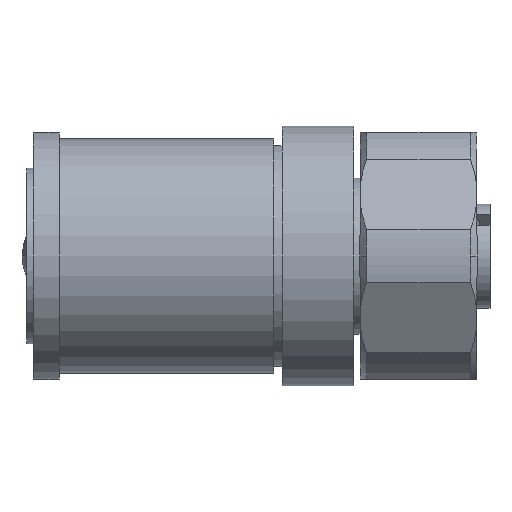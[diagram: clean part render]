
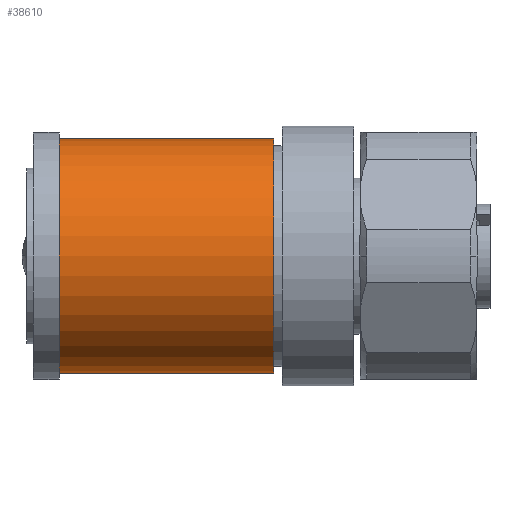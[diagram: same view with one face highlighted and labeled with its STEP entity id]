
A CAD part, left-side view. The second image highlights one B-rep face of the part: STEP entity #38610.
In plain terms, the highlighted cylindrical face has radius 9 mm (diameter 18 mm), a partial arc.
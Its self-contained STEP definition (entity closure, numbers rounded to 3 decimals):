
#8430=CARTESIAN_POINT('',(0.,-8.25,0.));
#8440=DIRECTION('',(0.,1.,0.));
#8450=DIRECTION('',(0.,0.,1.));
#8460=AXIS2_PLACEMENT_3D('',#8430,#8440,#8450);
#8470=CYLINDRICAL_SURFACE('',#8460,9.);
#9910=CARTESIAN_POINT('',(0.,-8.25,9.));
#9920=DIRECTION('',(0.,1.,0.));
#9930=VECTOR('',#9920,1.);
#9940=LINE('',#9910,#9930);
#9950=CARTESIAN_POINT('',(0.,-16.5,9.));
#9960=VERTEX_POINT('',#9950);
#9970=CARTESIAN_POINT('',(0.,0.,9.));
#9980=VERTEX_POINT('',#9970);
#9990=EDGE_CURVE('',#9960,#9980,#9940,.T.);
#10010=CARTESIAN_POINT('',(0.,0.,0.));
#10020=DIRECTION('',(0.,1.,0.));
#10030=DIRECTION('',(0.,0.,1.));
#10040=AXIS2_PLACEMENT_3D('',#10010,#10020,#10030);
#10050=CIRCLE('',#10040,9.);
#11670=CARTESIAN_POINT('',(0.,0.,-9.));
#11680=VERTEX_POINT('',#11670);
#11710=CARTESIAN_POINT('',(0.,-8.25,-9.)
);
#11720=DIRECTION('',(0.,1.,0.));
#11730=VECTOR('',#11720,1.);
#11740=LINE('',#11710,#11730);
#11750=CARTESIAN_POINT('',(0.,-16.5,-9.)
);
#11760=VERTEX_POINT('',#11750);
#11770=EDGE_CURVE('',#11760,#11680,#11740,.T.);
#11790=CARTESIAN_POINT('',(0.,-16.5,0.));
#11800=DIRECTION('',(0.,1.,0.));
#11810=DIRECTION('',(0.,0.,1.));
#11820=AXIS2_PLACEMENT_3D('',#11790,#11800,#11810);
#11830=CIRCLE('',#11820,9.);
#37460=EDGE_CURVE('',#11680,#9980,#10050,.T.);
#37740=EDGE_CURVE('',#11760,#9960,#11830,.T.);
#38550=ORIENTED_EDGE('',*,*,#37740,.T.);
#38560=ORIENTED_EDGE('',*,*,#11770,.F.);
#38570=ORIENTED_EDGE('',*,*,#37460,.F.);
#38580=ORIENTED_EDGE('',*,*,#9990,.T.);
#38590=EDGE_LOOP('',(#38580,#38570,#38560,#38550));
#38600=FACE_OUTER_BOUND('',#38590,.T.);
#38610=ADVANCED_FACE('',(#38600),#8470,.T.);
